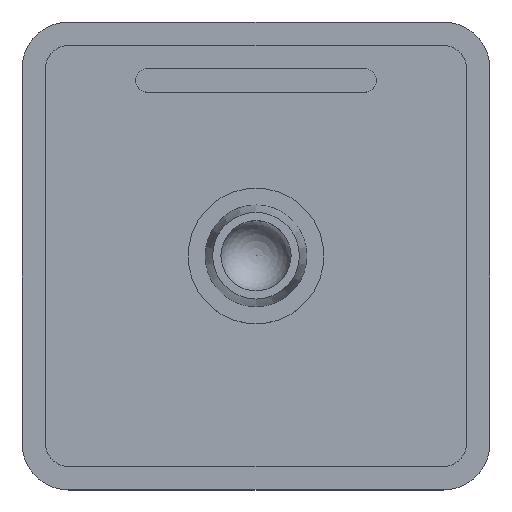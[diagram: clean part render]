
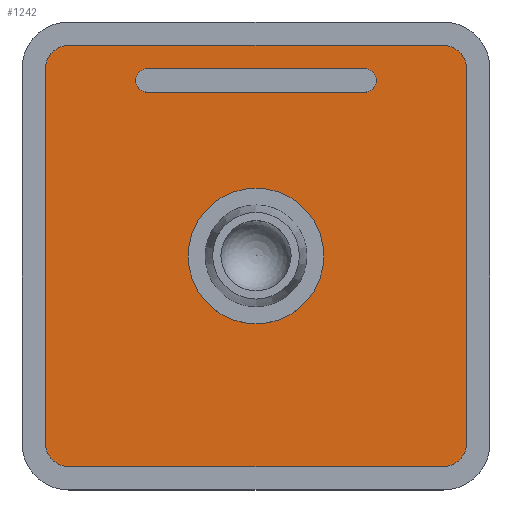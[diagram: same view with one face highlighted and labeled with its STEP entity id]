
A CAD part, top view. The second image highlights one B-rep face of the part: STEP entity #1242.
In plain terms, the highlighted planar face has unit normal (0, 0, 1).
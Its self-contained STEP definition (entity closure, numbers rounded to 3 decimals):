
#698=CARTESIAN_POINT('',(0.0,-2.9,-1.));
#699=VERTEX_POINT('',#698);
#700=CARTESIAN_POINT('',(0.0,0.0,-1.0));
#701=DIRECTION('',(0.0,0.0,-1.0));
#702=DIRECTION('',(0.0,-1.0,0.0));
#703=AXIS2_PLACEMENT_3D('',#700,#701,#702);
#704=CIRCLE('',#703,2.9);
#705=EDGE_CURVE('',#699,#699,#704,.T.);
#837=CARTESIAN_POINT('',(4.65,8.0,-1.0));
#838=VERTEX_POINT('',#837);
#845=CARTESIAN_POINT('',(-4.65,8.0,-1.0));
#846=VERTEX_POINT('',#845);
#847=CARTESIAN_POINT('',(-4.65,8.0,-1.0));
#848=DIRECTION('',(1.0,0.0,0.0));
#849=VECTOR('',#848,9.3);
#850=LINE('',#847,#849);
#851=EDGE_CURVE('',#846,#838,#850,.T.);
#877=CARTESIAN_POINT('',(-4.65,7.,-1.0));
#878=VERTEX_POINT('',#877);
#885=CARTESIAN_POINT('',(4.65,7.0,-1.0));
#886=VERTEX_POINT('',#885);
#887=CARTESIAN_POINT('',(4.65,7.,-1.0));
#888=DIRECTION('',(-1.0,0.0,0.0));
#889=VECTOR('',#888,9.3);
#890=LINE('',#887,#889);
#891=EDGE_CURVE('',#886,#878,#890,.T.);
#916=CARTESIAN_POINT('',(4.65,7.5,-1.0));
#917=DIRECTION('',(0.0,0.0,-1.0));
#918=DIRECTION('',(-1.0,0.0,0.0));
#919=AXIS2_PLACEMENT_3D('',#916,#917,#918);
#920=CIRCLE('',#919,0.5);
#921=EDGE_CURVE('',#838,#886,#920,.T.);
#952=CARTESIAN_POINT('',(-4.65,7.5,-1.0));
#953=DIRECTION('',(0.0,0.0,-1.0));
#954=DIRECTION('',(-1.0,0.0,0.0));
#955=AXIS2_PLACEMENT_3D('',#952,#953,#954);
#956=CIRCLE('',#955,0.5);
#957=EDGE_CURVE('',#878,#846,#956,.T.);
#967=CARTESIAN_POINT('',(-9.,8.0,-1.0));
#968=VERTEX_POINT('',#967);
#969=CARTESIAN_POINT('',(-9.,-8.0,-1.0));
#970=VERTEX_POINT('',#969);
#971=CARTESIAN_POINT('',(-9.,8.0,-1.0));
#972=DIRECTION('',(0.0,-1.0,0.0));
#973=VECTOR('',#972,16.0);
#974=LINE('',#971,#973);
#975=EDGE_CURVE('',#968,#970,#974,.T.);
#1007=CARTESIAN_POINT('',(-8.,-9.0,-1.0));
#1008=VERTEX_POINT('',#1007);
#1009=CARTESIAN_POINT('',(-8.,-8.0,-1.0));
#1010=DIRECTION('',(0.0,0.0,1.0));
#1011=DIRECTION('',(1.0,0.0,0.0));
#1012=AXIS2_PLACEMENT_3D('',#1009,#1010,#1011);
#1013=CIRCLE('',#1012,1.);
#1014=EDGE_CURVE('',#970,#1008,#1013,.T.);
#1040=CARTESIAN_POINT('',(8.,-9.0,-1.0));
#1041=VERTEX_POINT('',#1040);
#1042=CARTESIAN_POINT('',(-8.,-9.0,-1.0));
#1043=DIRECTION('',(1.0,0.0,0.0));
#1044=VECTOR('',#1043,16.);
#1045=LINE('',#1042,#1044);
#1046=EDGE_CURVE('',#1008,#1041,#1045,.T.);
#1071=CARTESIAN_POINT('',(9.,-8.0,-1.0));
#1072=VERTEX_POINT('',#1071);
#1073=CARTESIAN_POINT('',(8.,-8.0,-1.0));
#1074=DIRECTION('',(0.0,0.0,1.0));
#1075=DIRECTION('',(0.0,1.0,0.0));
#1076=AXIS2_PLACEMENT_3D('',#1073,#1074,#1075);
#1077=CIRCLE('',#1076,1.);
#1078=EDGE_CURVE('',#1041,#1072,#1077,.T.);
#1104=CARTESIAN_POINT('',(9.,8.0,-1.0));
#1105=VERTEX_POINT('',#1104);
#1106=CARTESIAN_POINT('',(9.,-8.0,-1.0));
#1107=DIRECTION('',(0.0,1.0,0.0));
#1108=VECTOR('',#1107,16.0);
#1109=LINE('',#1106,#1108);
#1110=EDGE_CURVE('',#1072,#1105,#1109,.T.);
#1135=CARTESIAN_POINT('',(8.,9.0,-1.0));
#1136=VERTEX_POINT('',#1135);
#1137=CARTESIAN_POINT('',(8.,8.0,-1.0));
#1138=DIRECTION('',(0.0,0.0,1.0));
#1139=DIRECTION('',(-1.0,0.0,0.0));
#1140=AXIS2_PLACEMENT_3D('',#1137,#1138,#1139);
#1141=CIRCLE('',#1140,1.);
#1142=EDGE_CURVE('',#1105,#1136,#1141,.T.);
#1168=CARTESIAN_POINT('',(-8.,9.0,-1.0));
#1169=VERTEX_POINT('',#1168);
#1170=CARTESIAN_POINT('',(8.,9.0,-1.0));
#1171=DIRECTION('',(-1.0,0.0,0.0));
#1172=VECTOR('',#1171,16.);
#1173=LINE('',#1170,#1172);
#1174=EDGE_CURVE('',#1136,#1169,#1173,.T.);
#1199=CARTESIAN_POINT('',(-8.,8.0,-1.0));
#1200=DIRECTION('',(0.0,0.0,1.0));
#1201=DIRECTION('',(0.0,-1.0,0.0));
#1202=AXIS2_PLACEMENT_3D('',#1199,#1200,#1201);
#1203=CIRCLE('',#1202,1.);
#1204=EDGE_CURVE('',#1169,#968,#1203,.T.);
#1218=CARTESIAN_POINT('',(0.0,0.,-1.0));
#1219=DIRECTION('',(0.0,0.0,1.0));
#1220=DIRECTION('',(1.0,0.0,0.0));
#1221=AXIS2_PLACEMENT_3D('',#1218,#1219,#1220);
#1222=PLANE('',#1221);
#1223=ORIENTED_EDGE('',*,*,#975,.T.);
#1224=ORIENTED_EDGE('',*,*,#1014,.T.);
#1225=ORIENTED_EDGE('',*,*,#1046,.T.);
#1226=ORIENTED_EDGE('',*,*,#1078,.T.);
#1227=ORIENTED_EDGE('',*,*,#1110,.T.);
#1228=ORIENTED_EDGE('',*,*,#1142,.T.);
#1229=ORIENTED_EDGE('',*,*,#1174,.T.);
#1230=ORIENTED_EDGE('',*,*,#1204,.T.);
#1231=EDGE_LOOP('',(#1223,#1224,#1225,#1226,#1227,#1228,#1229,#1230));
#1232=FACE_OUTER_BOUND('',#1231,.T.);
#1233=ORIENTED_EDGE('',*,*,#705,.T.);
#1234=EDGE_LOOP('',(#1233));
#1235=FACE_BOUND('',#1234,.T.);
#1236=ORIENTED_EDGE('',*,*,#891,.T.);
#1237=ORIENTED_EDGE('',*,*,#957,.T.);
#1238=ORIENTED_EDGE('',*,*,#851,.T.);
#1239=ORIENTED_EDGE('',*,*,#921,.T.);
#1240=EDGE_LOOP('',(#1236,#1237,#1238,#1239));
#1241=FACE_BOUND('',#1240,.T.);
#1242=ADVANCED_FACE('',(#1232,#1235,#1241),#1222,.T.);
